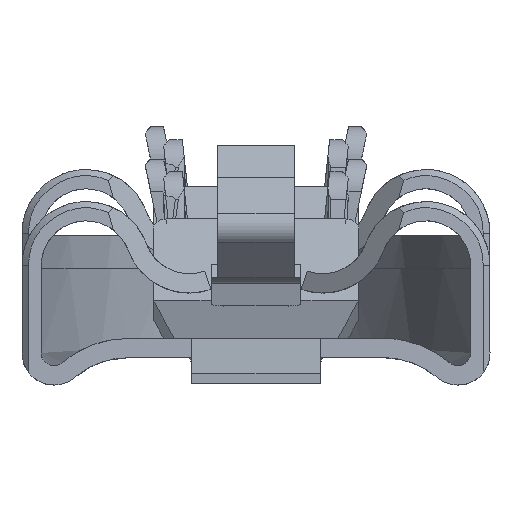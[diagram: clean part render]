
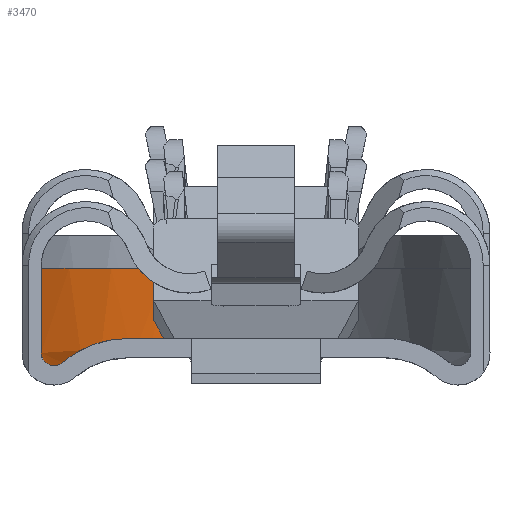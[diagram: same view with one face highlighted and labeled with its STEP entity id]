
A CAD part, front view. The second image highlights one B-rep face of the part: STEP entity #3470.
In plain terms, the highlighted cylindrical face has radius 8.647 mm (diameter 17.295 mm), a partial arc.
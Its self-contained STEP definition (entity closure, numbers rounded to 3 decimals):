
#135=CIRCLE('',#3670,8.647);
#151=CIRCLE('',#3753,8.647);
#211=CYLINDRICAL_SURFACE('',#3752,8.647);
#264=B_SPLINE_CURVE_WITH_KNOTS('',3,(#5169,#5170,#5171,#5172),
 .UNSPECIFIED.,.F.,.F.,(4,4),(-0.002,0.),
 .UNSPECIFIED.);
#266=B_SPLINE_CURVE_WITH_KNOTS('',3,(#5187,#5188,#5189,#5190,#5191,#5192,
#5193,#5194),.UNSPECIFIED.,.F.,.F.,(4,1,1,1,1,4),(0.,0.,
0.001,0.001,0.001,0.001),
 .UNSPECIFIED.);
#706=ORIENTED_EDGE('',*,*,#1516,.F.);
#707=ORIENTED_EDGE('',*,*,#1484,.T.);
#708=ORIENTED_EDGE('',*,*,#1616,.F.);
#709=ORIENTED_EDGE('',*,*,#1619,.F.);
#710=ORIENTED_EDGE('',*,*,#1512,.F.);
#711=ORIENTED_EDGE('',*,*,#1522,.F.);
#1484=EDGE_CURVE('',#2003,#2002,#135,.T.);
#1512=EDGE_CURVE('',#2024,#2025,#2320,.T.);
#1516=EDGE_CURVE('',#2003,#2028,#264,.T.);
#1522=EDGE_CURVE('',#2028,#2024,#266,.T.);
#1616=EDGE_CURVE('',#2078,#2002,#2379,.T.);
#1619=EDGE_CURVE('',#2025,#2078,#151,.T.);
#2002=VERTEX_POINT('',#5082);
#2003=VERTEX_POINT('',#5084);
#2024=VERTEX_POINT('',#5160);
#2025=VERTEX_POINT('',#5162);
#2028=VERTEX_POINT('',#5173);
#2078=VERTEX_POINT('',#5424);
#2320=LINE('',#5161,#2654);
#2379=LINE('',#5423,#2713);
#2654=VECTOR('',#4118,1000.);
#2713=VECTOR('',#4317,1000.);
#2975=EDGE_LOOP('',(#706,#707,#708,#709,#710,#711));
#3174=FACE_BOUND('',#2975,.T.);
#3470=ADVANCED_FACE('',(#3174),#211,.F.);
#3670=AXIS2_PLACEMENT_3D('',#5083,#4077,#4078);
#3752=AXIS2_PLACEMENT_3D('',#5428,#4321,#4322);
#3753=AXIS2_PLACEMENT_3D('',#5429,#4323,#4324);
#4077=DIRECTION('',(0.,0.,-1.));
#4078=DIRECTION('',(-1.,0.,0.));
#4118=DIRECTION('',(0.,0.,1.));
#4317=DIRECTION('',(0.,0.,-1.));
#4321=DIRECTION('',(0.,0.,-1.));
#4322=DIRECTION('',(-1.,0.,0.));
#4323=DIRECTION('',(0.,0.,-1.));
#4324=DIRECTION('',(1.,0.,0.));
#5082=CARTESIAN_POINT('',(-1.4,11.5,0.3));
#5083=CARTESIAN_POINT('',(5.08,5.774,0.3));
#5084=CARTESIAN_POINT('',(-2.,10.739,0.3));
#5160=CARTESIAN_POINT('',(-3.35,7.7,0.074));
#5161=CARTESIAN_POINT('',(-3.35,7.7,1.435));
#5162=CARTESIAN_POINT('',(-3.35,7.7,1.4));
#5169=CARTESIAN_POINT('',(-2.,10.739,0.3));
#5170=CARTESIAN_POINT('',(-2.431,10.124,0.3));
#5171=CARTESIAN_POINT('',(-2.769,9.473,0.138));
#5172=CARTESIAN_POINT('',(-3.02,8.802,-0.077));
#5173=CARTESIAN_POINT('',(-3.02,8.802,-0.077));
#5187=CARTESIAN_POINT('',(-3.02,8.802,-0.077));
#5188=CARTESIAN_POINT('',(-3.054,8.711,-0.107));
#5189=CARTESIAN_POINT('',(-3.121,8.522,-0.131));
#5190=CARTESIAN_POINT('',(-3.212,8.235,-0.123));
#5191=CARTESIAN_POINT('',(-3.28,7.988,-0.085));
#5192=CARTESIAN_POINT('',(-3.324,7.813,-0.028));
#5193=CARTESIAN_POINT('',(-3.35,7.7,0.022));
#5194=CARTESIAN_POINT('',(-3.35,7.7,0.074));
#5423=CARTESIAN_POINT('',(-1.4,11.5,1.4));
#5424=CARTESIAN_POINT('',(-1.4,11.5,1.4));
#5428=CARTESIAN_POINT('',(5.08,5.774,1.4));
#5429=CARTESIAN_POINT('',(5.08,5.774,1.4));
